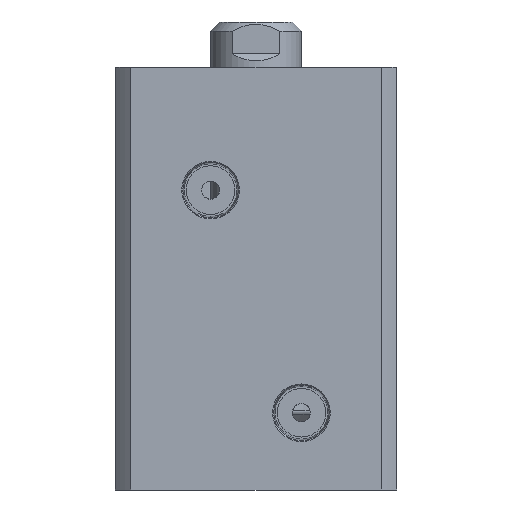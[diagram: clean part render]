
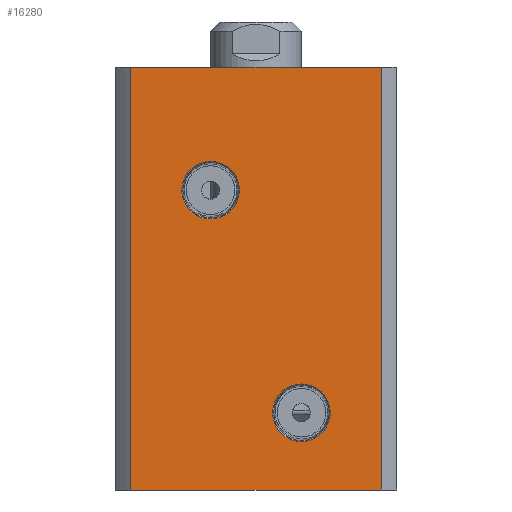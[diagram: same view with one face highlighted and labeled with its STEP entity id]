
A CAD part, left-side view. The second image highlights one B-rep face of the part: STEP entity #16280.
In plain terms, the highlighted planar face has unit normal (-1, 0, 0).
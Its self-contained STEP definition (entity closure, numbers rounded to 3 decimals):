
#33 = CARTESIAN_POINT ( 'NONE',  ( -31., -10., -29.5 ) ) ;
#817 = VERTEX_POINT ( 'NONE', #14378 ) ;
#1026 = VECTOR ( 'NONE', #8849, 1000. ) ;
#1104 = CARTESIAN_POINT ( 'NONE',  ( -31., 27.591, 46.5 ) ) ;
#1152 = CARTESIAN_POINT ( 'NONE',  ( -31., 27.591, 46.5 ) ) ;
#1192 = ORIENTED_EDGE ( 'NONE', *, *, #13518, .T. ) ;
#1263 = CARTESIAN_POINT ( 'NONE',  ( -31., -10., -23.165 ) ) ;
#1389 = CIRCLE ( 'NONE', #3039, 6.335 ) ;
#1732 = DIRECTION ( 'NONE',  ( -1., 0., 0. ) ) ;
#1746 = ORIENTED_EDGE ( 'NONE', *, *, #10563, .F. ) ;
#2154 = CIRCLE ( 'NONE', #11142, 6.335 ) ;
#2313 = EDGE_CURVE ( 'NONE', #2850, #22052, #15930, .T. ) ;
#2619 = DIRECTION ( 'NONE',  ( 0., -1., 0. ) ) ;
#2850 = VERTEX_POINT ( 'NONE', #23414 ) ;
#3039 = AXIS2_PLACEMENT_3D ( 'NONE', #33, #3727, #18538 ) ;
#3131 = LINE ( 'NONE', #8265, #14401 ) ;
#3280 = AXIS2_PLACEMENT_3D ( 'NONE', #16506, #1732, #22003 ) ;
#3410 = VERTEX_POINT ( 'NONE', #13828 ) ;
#3727 = DIRECTION ( 'NONE',  ( -1., 0., 0. ) ) ;
#3824 = ORIENTED_EDGE ( 'NONE', *, *, #11485, .F. ) ;
#4675 = EDGE_CURVE ( 'NONE', #23148, #7174, #3131, .T. ) ;
#4731 = DIRECTION ( 'NONE',  ( 0., 1., 0. ) ) ;
#4748 = CARTESIAN_POINT ( 'NONE',  ( -31., -27.591, -46.5 ) ) ;
#4838 = CARTESIAN_POINT ( 'NONE',  ( -31., 27.591, 46.5 ) ) ;
#5775 = CARTESIAN_POINT ( 'NONE',  ( -31., 27.591, -46.5 ) ) ;
#6301 = ORIENTED_EDGE ( 'NONE', *, *, #2313, .F. ) ;
#6487 = EDGE_CURVE ( 'NONE', #3410, #10089, #1389, .T. ) ;
#6645 = AXIS2_PLACEMENT_3D ( 'NONE', #8971, #17973, #12495 ) ;
#6883 = VECTOR ( 'NONE', #21727, 1000. ) ;
#7174 = VERTEX_POINT ( 'NONE', #4748 ) ;
#7752 = EDGE_LOOP ( 'NONE', ( #3824, #19161 ) ) ;
#8265 = CARTESIAN_POINT ( 'NONE',  ( -31., 27.591, -46.5 ) ) ;
#8819 = EDGE_CURVE ( 'NONE', #22052, #2850, #23010, .T. ) ;
#8849 = DIRECTION ( 'NONE',  ( 0., -1., 0. ) ) ;
#8971 = CARTESIAN_POINT ( 'NONE',  ( -31., 10., 19.5 ) ) ;
#9236 = DIRECTION ( 'NONE',  ( -1., 0., 0. ) ) ;
#10089 = VERTEX_POINT ( 'NONE', #1263 ) ;
#10229 = PLANE ( 'NONE',  #23451 ) ;
#10563 = EDGE_CURVE ( 'NONE', #17915, #817, #15450, .T. ) ;
#10753 = CARTESIAN_POINT ( 'NONE',  ( -31., 27.591, 46.5 ) ) ;
#11142 = AXIS2_PLACEMENT_3D ( 'NONE', #23941, #9236, #20225 ) ;
#11485 = EDGE_CURVE ( 'NONE', #10089, #3410, #2154, .T. ) ;
#11759 = ORIENTED_EDGE ( 'NONE', *, *, #4675, .T. ) ;
#11841 = LINE ( 'NONE', #1152, #6883 ) ;
#12495 = DIRECTION ( 'NONE',  ( 0., 0., 1. ) ) ;
#12728 = VECTOR ( 'NONE', #13033, 1000. ) ;
#13033 = DIRECTION ( 'NONE',  ( 0., 0., -1. ) ) ;
#13518 = EDGE_CURVE ( 'NONE', #17915, #23148, #11841, .T. ) ;
#13828 = CARTESIAN_POINT ( 'NONE',  ( -31., -10., -35.835 ) ) ;
#13838 = EDGE_LOOP ( 'NONE', ( #11759, #20708, #1746, #1192 ) ) ;
#14378 = CARTESIAN_POINT ( 'NONE',  ( -31., -27.591, 46.5 ) ) ;
#14401 = VECTOR ( 'NONE', #2619, 1000. ) ;
#15450 = LINE ( 'NONE', #4838, #1026 ) ;
#15836 = CARTESIAN_POINT ( 'NONE',  ( -31., 10., 13.165 ) ) ;
#15930 = CIRCLE ( 'NONE', #3280, 6.335 ) ;
#16280 = ADVANCED_FACE ( 'NONE', ( #20721, #22157, #21591 ), #10229, .F. ) ;
#16506 = CARTESIAN_POINT ( 'NONE',  ( -31., 10., 19.5 ) ) ;
#17870 = EDGE_LOOP ( 'NONE', ( #6301, #20612 ) ) ;
#17915 = VERTEX_POINT ( 'NONE', #10753 ) ;
#17973 = DIRECTION ( 'NONE',  ( -1., 0., 0. ) ) ;
#18538 = DIRECTION ( 'NONE',  ( 0., 0., 1. ) ) ;
#18796 = LINE ( 'NONE', #22226, #12728 ) ;
#19161 = ORIENTED_EDGE ( 'NONE', *, *, #6487, .F. ) ;
#20225 = DIRECTION ( 'NONE',  ( 0., 0., 1. ) ) ;
#20612 = ORIENTED_EDGE ( 'NONE', *, *, #8819, .F. ) ;
#20708 = ORIENTED_EDGE ( 'NONE', *, *, #22249, .F. ) ;
#20721 = FACE_BOUND ( 'NONE', #17870, .T. ) ;
#21591 = FACE_OUTER_BOUND ( 'NONE', #13838, .T. ) ;
#21727 = DIRECTION ( 'NONE',  ( 0., 0., -1. ) ) ;
#22003 = DIRECTION ( 'NONE',  ( 0., 0., 1. ) ) ;
#22052 = VERTEX_POINT ( 'NONE', #15836 ) ;
#22157 = FACE_BOUND ( 'NONE', #7752, .T. ) ;
#22226 = CARTESIAN_POINT ( 'NONE',  ( -31., -27.591, 46.5 ) ) ;
#22249 = EDGE_CURVE ( 'NONE', #817, #7174, #18796, .T. ) ;
#23010 = CIRCLE ( 'NONE', #6645, 6.335 ) ;
#23148 = VERTEX_POINT ( 'NONE', #5775 ) ;
#23154 = DIRECTION ( 'NONE',  ( 1., 0., 0. ) ) ;
#23414 = CARTESIAN_POINT ( 'NONE',  ( -31., 10., 25.835 ) ) ;
#23451 = AXIS2_PLACEMENT_3D ( 'NONE', #1104, #23154, #4731 ) ;
#23941 = CARTESIAN_POINT ( 'NONE',  ( -31., -10., -29.5 ) ) ;
